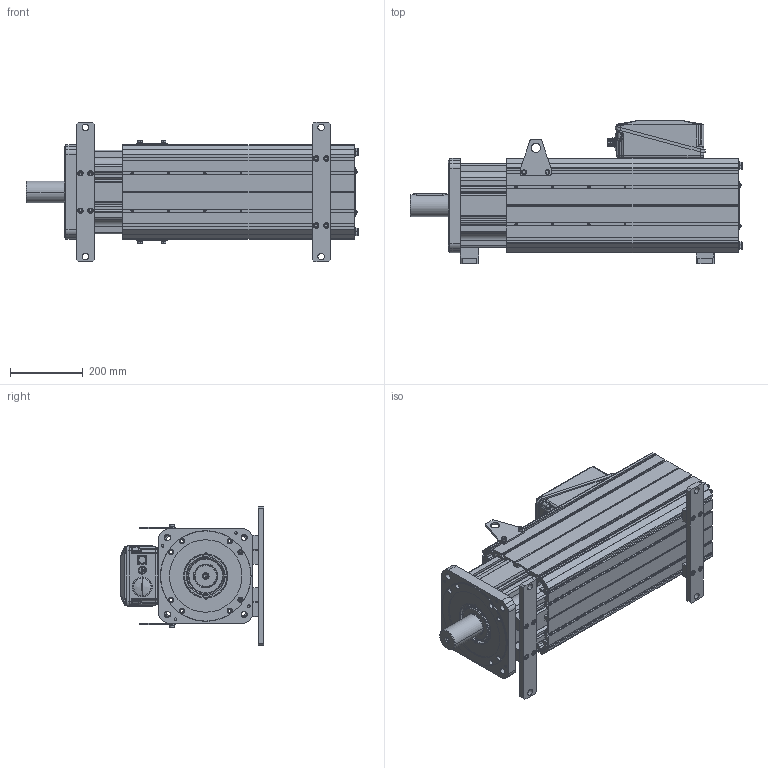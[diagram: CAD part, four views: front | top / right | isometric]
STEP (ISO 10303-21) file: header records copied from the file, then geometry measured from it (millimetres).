
FILE_DESCRIPTION((''),'2;1');
FILE_NAME('69192N-5','2021-04-20T',('yuminjian'),(''),'PRO/ENGINEER BY PARAMETRIC TECHNOLOGY CORPORATION, 2010430','PRO/ENGINEER BY PARAMETRIC TECHNOLOGY CORPORATION, 2010430','');
FILE_SCHEMA(('CONFIG_CONTROL_DESIGN'));
Products named in the file (1): 69192N-5
Bounding box: 915.6 x 395.69 x 384 mm (x, y, z)
Surface area: 3127603.9 mm2 (no closed solid volume)
Topology: 0 solids, 190 shells, 1551 faces, 5697 edges, 4232 vertices
Faces by surface type: plane 711, cylinder 479, bspline 172, cone 97, torus 68, sphere 22, revolution 2
Entity records: 128344 total; most frequent: CARTESIAN_POINT 82356, DIRECTION 9223, ORIENTED_EDGE 8195, EDGE_CURVE 5683, VERTEX_POINT 4231, VECTOR 3151, LINE 3151, AXIS2_PLACEMENT_3D 3035
